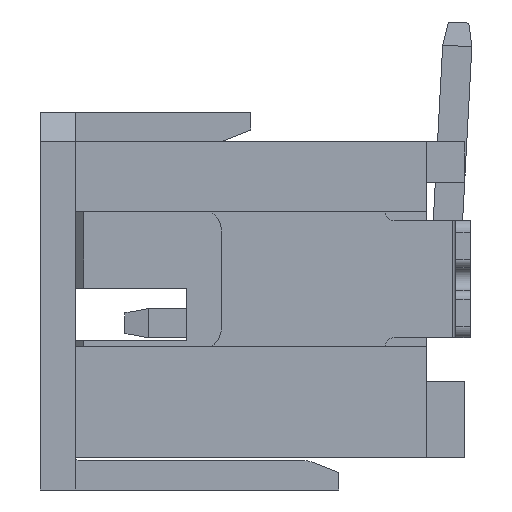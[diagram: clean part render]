
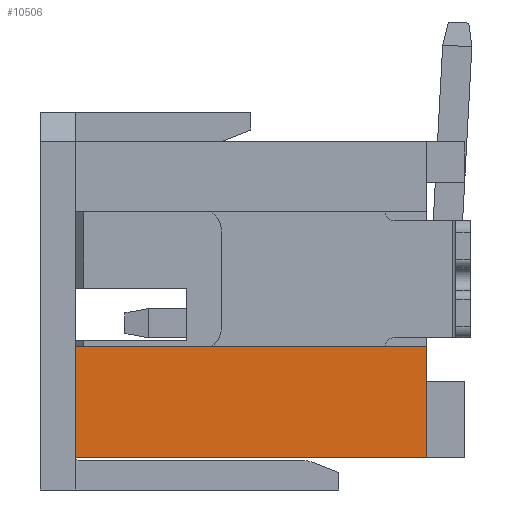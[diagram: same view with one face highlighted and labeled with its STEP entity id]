
A CAD part, left-side view. The second image highlights one B-rep face of the part: STEP entity #10506.
In plain terms, the highlighted planar face has unit normal (-1, 0, 0).
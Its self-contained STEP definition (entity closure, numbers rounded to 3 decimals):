
#1=DIRECTION('',(0.,0.,-1.));
#2=VECTOR('',#1,1.9);
#3=CARTESIAN_POINT('',(0.,-6.,-3.5));
#4=LINE('',#3,#2);
#405=DIRECTION('',(0.,0.,-1.));
#406=VECTOR('',#405,1.9);
#407=CARTESIAN_POINT('',(0.,0.,-3.5));
#408=LINE('',#407,#406);
#2112=DIRECTION('',(0.,-1.,0.));
#2113=VECTOR('',#2112,6.);
#2114=CARTESIAN_POINT('',(0.,0.,-3.5));
#2115=LINE('',#2114,#2113);
#2495=DIRECTION('',(0.,1.,0.));
#2496=VECTOR('',#2495,6.);
#2497=CARTESIAN_POINT('',(0.,-6.,-5.4));
#2498=LINE('',#2497,#2496);
#8347=CARTESIAN_POINT('',(0.,-6.,-3.5));
#8348=CARTESIAN_POINT('',(0.,-6.,-5.4));
#8349=VERTEX_POINT('',#8347);
#8350=VERTEX_POINT('',#8348);
#8351=CARTESIAN_POINT('',(0.,0.,-3.5));
#8352=VERTEX_POINT('',#8351);
#8353=CARTESIAN_POINT('',(0.,0.,-5.4));
#8354=VERTEX_POINT('',#8353);
#10491=CARTESIAN_POINT('',(0.,-3.,-4.45));
#10492=DIRECTION('',(1.,0.,0.));
#10493=DIRECTION('',(0.,0.,1.));
#10494=AXIS2_PLACEMENT_3D('',#10491,#10492,#10493);
#10495=PLANE('',#10494);
#10497=ORIENTED_EDGE('',*,*,#10496,.T.);
#10499=ORIENTED_EDGE('',*,*,#10498,.T.);
#10501=ORIENTED_EDGE('',*,*,#10500,.F.);
#10503=ORIENTED_EDGE('',*,*,#10502,.T.);
#10504=EDGE_LOOP('',(#10497,#10499,#10501,#10503));
#10505=FACE_OUTER_BOUND('',#10504,.F.);
#10506=ADVANCED_FACE('',(#10505),#10495,.F.);
#10496=EDGE_CURVE('',#8349,#8350,#4,.T.);
#10498=EDGE_CURVE('',#8350,#8354,#2498,.T.);
#10500=EDGE_CURVE('',#8352,#8354,#408,.T.);
#10502=EDGE_CURVE('',#8352,#8349,#2115,.T.);
